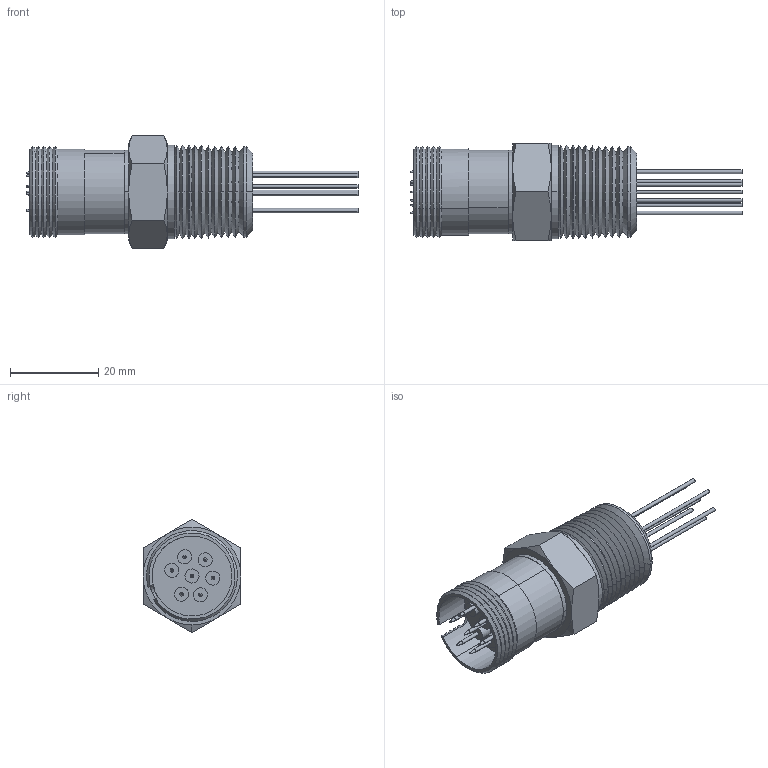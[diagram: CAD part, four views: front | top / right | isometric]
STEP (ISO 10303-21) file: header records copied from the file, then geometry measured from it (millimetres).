
FILE_DESCRIPTION (( 'STEP AP203' ), '1' );
FILE_NAME ('A1624-2-QF.STEP', '2012-11-16T21:12:27', ( '' ), ( '' ), 'SwSTEP 2.0', 'SolidWorks 2012', '' );
FILE_SCHEMA (( 'CONFIG_CONTROL_DESIGN' ));
Length unit declared in the file: inch
Products named in the file (1): A1624-2-QF
Bounding box: 75.44 x 22.23 x 25.66 mm (x, y, z)
Volume: 6684.7 mm3; surface area: 9881.9 mm2
Topology: 1 solids, 8 shells, 302 faces, 657 edges, 407 vertices
Faces by surface type: cone 137, cylinder 90, plane 61, bspline 14
Entity records: 8685 total; most frequent: CARTESIAN_POINT 1845, DIRECTION 1546, ORIENTED_EDGE 1314, AXIS2_PLACEMENT_3D 664, EDGE_CURVE 657, VERTEX_POINT 407, CIRCLE 375, EDGE_LOOP 352
